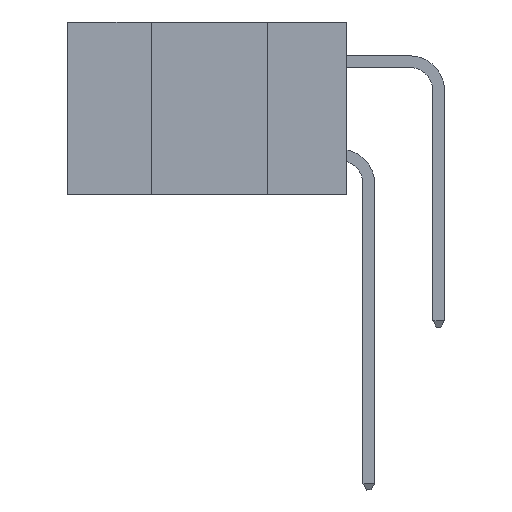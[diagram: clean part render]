
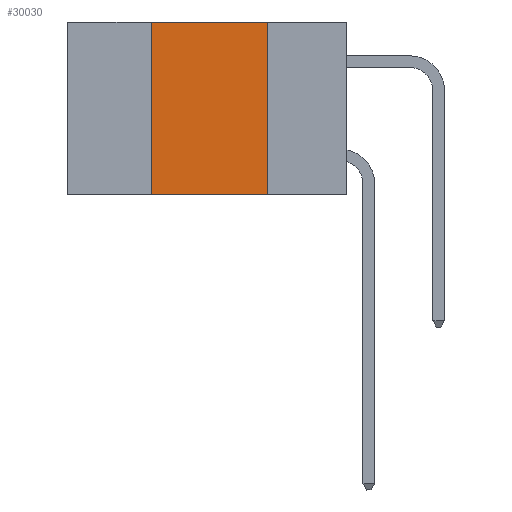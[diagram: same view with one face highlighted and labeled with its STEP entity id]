
A CAD part, left-side view. The second image highlights one B-rep face of the part: STEP entity #30030.
In plain terms, the highlighted planar face has unit normal (-1, 0, 0).
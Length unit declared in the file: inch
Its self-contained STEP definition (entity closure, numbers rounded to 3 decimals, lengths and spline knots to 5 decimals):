
#789 = VECTOR ( 'NONE', #18085, 39.37008 ) ;
#7209 = ORIENTED_EDGE ( 'NONE', *, *, #15371, .F. ) ;
#7704 = LINE ( 'NONE', #25213, #789 ) ;
#8726 = VECTOR ( 'NONE', #21178, 39.37008 ) ;
#9534 = PLANE ( 'NONE',  #14318 ) ;
#11055 = CARTESIAN_POINT ( 'NONE',  ( 0., 0.6, 0. ) ) ;
#12142 = DIRECTION ( 'NONE',  ( 1., 0., 0. ) ) ;
#12392 = CARTESIAN_POINT ( 'NONE',  ( 0., 0.42, 0. ) ) ;
#12955 = LINE ( 'NONE', #32603, #32035 ) ;
#14318 = AXIS2_PLACEMENT_3D ( 'NONE', #27029, #12142, #29622 ) ;
#14901 = DIRECTION ( 'NONE',  ( 0., 0., 1. ) ) ;
#15371 = EDGE_CURVE ( 'NONE', #15711, #24285, #16443, .T. ) ;
#15711 = VERTEX_POINT ( 'NONE', #28653 ) ;
#16284 = LINE ( 'NONE', #11055, #8726 ) ;
#16443 = LINE ( 'NONE', #12392, #21553 ) ;
#16611 = EDGE_LOOP ( 'NONE', ( #29357, #20018, #7209, #28788 ) ) ;
#17646 = FACE_OUTER_BOUND ( 'NONE', #16611, .T. ) ;
#17691 = DIRECTION ( 'NONE',  ( 0., -1., 0. ) ) ;
#18085 = DIRECTION ( 'NONE',  ( 0., 0., -1. ) ) ;
#20018 = ORIENTED_EDGE ( 'NONE', *, *, #24955, .F. ) ;
#20385 = VERTEX_POINT ( 'NONE', #24522 ) ;
#21178 = DIRECTION ( 'NONE',  ( 0., -1., 0. ) ) ;
#21553 = VECTOR ( 'NONE', #14901, 39.37008 ) ;
#24259 = VERTEX_POINT ( 'NONE', #26007 ) ;
#24285 = VERTEX_POINT ( 'NONE', #30978 ) ;
#24522 = CARTESIAN_POINT ( 'NONE',  ( 0., 0.17, 0. ) ) ;
#24955 = EDGE_CURVE ( 'NONE', #24285, #20385, #16284, .T. ) ;
#25213 = CARTESIAN_POINT ( 'NONE',  ( 0., 0.17, 0. ) ) ;
#26007 = CARTESIAN_POINT ( 'NONE',  ( 0., 0.17, -0.37 ) ) ;
#27029 = CARTESIAN_POINT ( 'NONE',  ( 0., 0.6, 0. ) ) ;
#28653 = CARTESIAN_POINT ( 'NONE',  ( 0., 0.42, -0.37 ) ) ;
#28788 = ORIENTED_EDGE ( 'NONE', *, *, #30202, .T. ) ;
#29357 = ORIENTED_EDGE ( 'NONE', *, *, #32295, .F. ) ;
#29622 = DIRECTION ( 'NONE',  ( 0., 0., -1. ) ) ;
#30030 = ADVANCED_FACE ( 'NONE', ( #17646 ), #9534, .F. ) ;
#30202 = EDGE_CURVE ( 'NONE', #15711, #24259, #12955, .T. ) ;
#30978 = CARTESIAN_POINT ( 'NONE',  ( 0., 0.42, 0. ) ) ;
#32035 = VECTOR ( 'NONE', #17691, 39.37008 ) ;
#32295 = EDGE_CURVE ( 'NONE', #20385, #24259, #7704, .T. ) ;
#32603 = CARTESIAN_POINT ( 'NONE',  ( 0., 0.6, -0.37 ) ) ;
